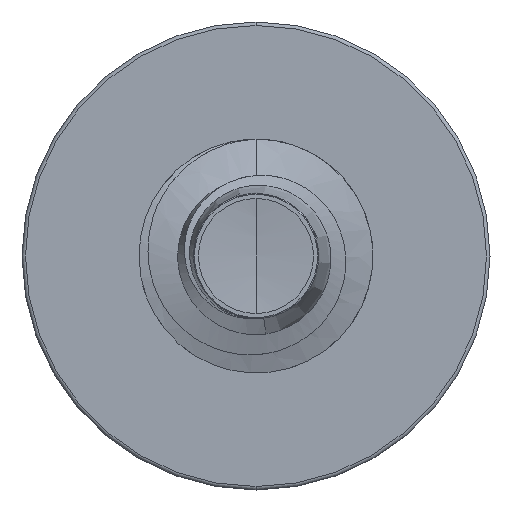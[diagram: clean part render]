
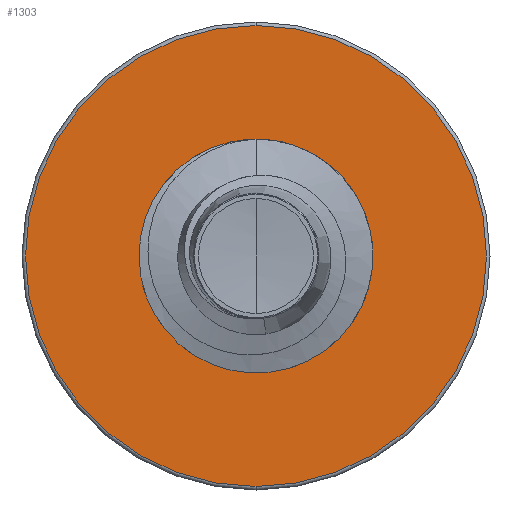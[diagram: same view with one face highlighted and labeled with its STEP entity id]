
A CAD part, front view. The second image highlights one B-rep face of the part: STEP entity #1303.
In plain terms, the highlighted planar face has unit normal (0, -1, 0).
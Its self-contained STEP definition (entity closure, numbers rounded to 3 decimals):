
#641 = ORIENTED_EDGE ( 'NONE', *, *, #10624, .F. ) ;
#732 = CIRCLE ( 'NONE', #4359, 5.91 ) ;
#1161 = ORIENTED_EDGE ( 'NONE', *, *, #10641, .T. ) ;
#1303 = ADVANCED_FACE ( 'NONE', ( #6377, #11665 ), #1595, .F. ) ;
#1544 = DIRECTION ( 'NONE',  ( 0., 0., 1. ) ) ;
#1567 = CARTESIAN_POINT ( 'NONE',  ( 0., 6., 0. ) ) ;
#1595 = PLANE ( 'NONE',  #10081 ) ;
#1624 = CARTESIAN_POINT ( 'NONE',  ( 0., 6., -2.842 ) ) ;
#1667 = DIRECTION ( 'NONE',  ( 0., 1., 0. ) ) ;
#1693 = DIRECTION ( 'NONE',  ( 0., 1., 0. ) ) ;
#1774 = CARTESIAN_POINT ( 'NONE',  ( 0., 6., 5.91 ) ) ;
#2083 = CARTESIAN_POINT ( 'NONE',  ( 0., 6., -2.842 ) ) ;
#3168 = DIRECTION ( 'NONE',  ( 0., 1., 0. ) ) ;
#3205 = DIRECTION ( 'NONE',  ( 0., 0., 1. ) ) ;
#3504 = AXIS2_PLACEMENT_3D ( 'NONE', #11134, #7037, #11659 ) ;
#4173 = AXIS2_PLACEMENT_3D ( 'NONE', #1567, #9451, #3205 ) ;
#4329 = AXIS2_PLACEMENT_3D ( 'NONE', #8841, #1667, #9488 ) ;
#4359 = AXIS2_PLACEMENT_3D ( 'NONE', #9437, #3168, #10015 ) ;
#4478 = CIRCLE ( 'NONE', #4329, 2.842 ) ;
#5291 = ORIENTED_EDGE ( 'NONE', *, *, #11080, .T. ) ;
#5980 = VERTEX_POINT ( 'NONE', #2083 ) ;
#6211 = CARTESIAN_POINT ( 'NONE',  ( 0., 6., -5.91 ) ) ;
#6377 = FACE_OUTER_BOUND ( 'NONE', #10045, .T. ) ;
#6489 = CIRCLE ( 'NONE', #3504, 2.842 ) ;
#6717 = VERTEX_POINT ( 'NONE', #11095 ) ;
#7037 = DIRECTION ( 'NONE',  ( 0., 1., 0. ) ) ;
#7776 = ORIENTED_EDGE ( 'NONE', *, *, #10725, .F. ) ;
#8841 = CARTESIAN_POINT ( 'NONE',  ( 0., 6., 0. ) ) ;
#9437 = CARTESIAN_POINT ( 'NONE',  ( 0., 6., 0. ) ) ;
#9451 = DIRECTION ( 'NONE',  ( 0., 1., 0. ) ) ;
#9488 = DIRECTION ( 'NONE',  ( 0., 0., 1. ) ) ;
#9686 = VERTEX_POINT ( 'NONE', #1774 ) ;
#10015 = DIRECTION ( 'NONE',  ( 0., 0., 1. ) ) ;
#10045 = EDGE_LOOP ( 'NONE', ( #641, #7776 ) ) ;
#10081 = AXIS2_PLACEMENT_3D ( 'NONE', #1624, #1693, #1544 ) ;
#10097 = EDGE_LOOP ( 'NONE', ( #1161, #5291 ) ) ;
#10169 = VERTEX_POINT ( 'NONE', #6211 ) ;
#10531 = CIRCLE ( 'NONE', #4173, 5.91 ) ;
#10624 = EDGE_CURVE ( 'NONE', #9686, #10169, #732, .T. ) ;
#10641 = EDGE_CURVE ( 'NONE', #6717, #5980, #4478, .T. ) ;
#10725 = EDGE_CURVE ( 'NONE', #10169, #9686, #10531, .T. ) ;
#11080 = EDGE_CURVE ( 'NONE', #5980, #6717, #6489, .T. ) ;
#11095 = CARTESIAN_POINT ( 'NONE',  ( 0., 6., 2.842 ) ) ;
#11134 = CARTESIAN_POINT ( 'NONE',  ( 0., 6., 0. ) ) ;
#11659 = DIRECTION ( 'NONE',  ( 0., 0., 1. ) ) ;
#11665 = FACE_BOUND ( 'NONE', #10097, .T. ) ;
